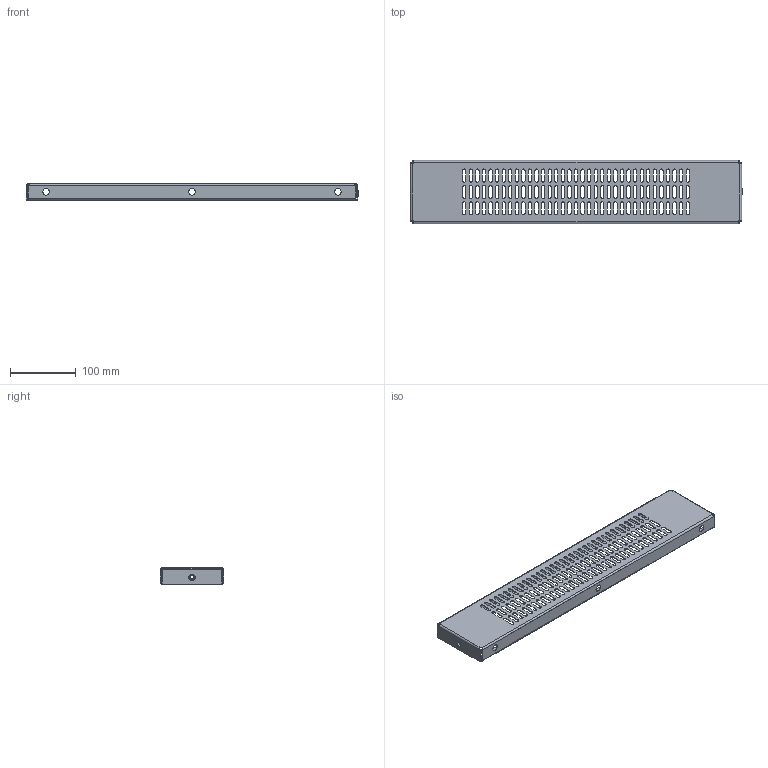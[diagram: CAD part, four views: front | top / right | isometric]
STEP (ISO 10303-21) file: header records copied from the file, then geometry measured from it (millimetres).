
FILE_DESCRIPTION (( 'STEP AP214' ), '1' );
FILE_NAME ('710.171.STEP', '2024-10-28T05:33:00', ( '' ), ( '' ), 'SwSTEP 2.0', 'SolidWorks 2021', '' );
FILE_SCHEMA (( 'AUTOMOTIVE_DESIGN' ));
Length unit declared in the file: millimetre
Products named in the file (3): Çàêëåïêà ðåçüáîâàÿ Ì6 øåñòèãðàííàÿ ñ óìåíüøåííûì áîðòîì; 710.171; 710.171 眈翴錪
Assembly tree (3 placements, depth 2):
  710.171
    710.171 眈翴錪
    Çàêëåïêà ðåçüáîâàÿ Ì6 øåñòèãðàííàÿ ñ óìåíüøåííûì áîðòîì  x2
Bounding box: 505.2 x 96 x 24.5 mm (x, y, z)
Volume: 75953.8 mm3; surface area: 157480.7 mm2
Topology: 3 solids, 3 shells, 560 faces, 1592 edges, 1040 vertices
Faces by surface type: plane 294, cylinder 246, cone 12, bspline 8
Entity records: 18570 total; most frequent: CARTESIAN_POINT 3625, ORIENTED_EDGE 3068, DIRECTION 3050, EDGE_CURVE 1534, AXIS2_PLACEMENT_3D 1021, LINE 1008, VECTOR 1008, VERTEX_POINT 1004
